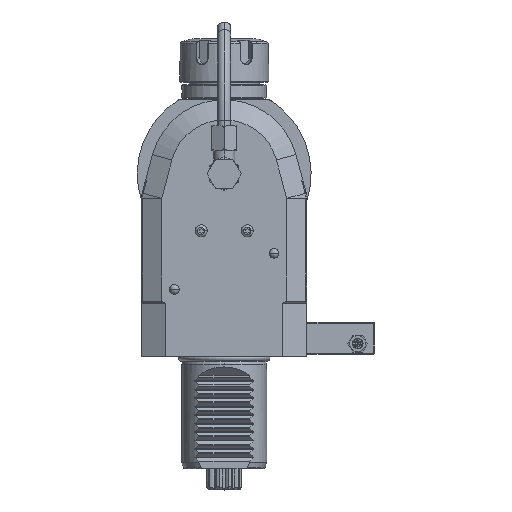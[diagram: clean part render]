
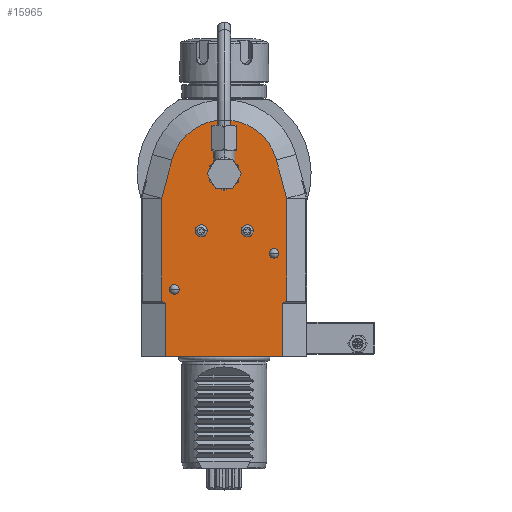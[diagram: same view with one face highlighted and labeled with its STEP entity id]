
A CAD part, top view. The second image highlights one B-rep face of the part: STEP entity #15965.
In plain terms, the highlighted planar face has unit normal (0, 0, 1).
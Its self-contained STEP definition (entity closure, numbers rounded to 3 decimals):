
#271=DIRECTION('',(-1.,0.,0.));
#272=VECTOR('',#271,55.);
#273=CARTESIAN_POINT('',(27.5,-86.,40.));
#274=LINE('',#273,#272);
#447=DIRECTION('',(0.,-1.,0.));
#448=VECTOR('',#447,25.);
#449=CARTESIAN_POINT('',(27.5,-61.,40.));
#450=LINE('',#449,#448);
#451=DIRECTION('',(0.,1.,0.));
#452=VECTOR('',#451,25.);
#453=CARTESIAN_POINT('',(-27.5,-86.,40.));
#454=LINE('',#453,#452);
#455=DIRECTION('',(0.894,-0.447,0.));
#456=VECTOR('',#455,2.236);
#457=CARTESIAN_POINT('',(-29.5,-60.,40.));
#458=LINE('',#457,#456);
#459=DIRECTION('',(0.,-1.,0.));
#460=VECTOR('',#459,48.363);
#461=CARTESIAN_POINT('',(-29.5,-11.637,40.));
#462=LINE('',#461,#460);
#463=CARTESIAN_POINT('',(-29.,-11.637,40.));
#464=DIRECTION('',(0.,0.,1.));
#465=DIRECTION('',(-0.966,0.259,0.));
#466=AXIS2_PLACEMENT_3D('',#463,#464,#465);
#468=DIRECTION('',(-0.259,-0.966,0.));
#469=VECTOR('',#468,18.746);
#470=CARTESIAN_POINT('',(-24.631,6.6,40.));
#471=LINE('',#470,#469);
#472=CARTESIAN_POINT('',(0.,0.,40.));
#473=DIRECTION('',(0.,0.,1.));
#474=DIRECTION('',(0.966,0.259,0.));
#475=AXIS2_PLACEMENT_3D('',#472,#473,#474);
#477=DIRECTION('',(-0.259,0.966,0.));
#478=VECTOR('',#477,18.746);
#479=CARTESIAN_POINT('',(29.483,-11.507,40.));
#480=LINE('',#479,#478);
#481=CARTESIAN_POINT('',(29.,-11.637,40.));
#482=DIRECTION('',(0.,0.,1.));
#483=DIRECTION('',(1.,0.,0.));
#484=AXIS2_PLACEMENT_3D('',#481,#482,#483);
#486=DIRECTION('',(0.,1.,0.));
#487=VECTOR('',#486,48.363);
#488=CARTESIAN_POINT('',(29.5,-60.,40.));
#489=LINE('',#488,#487);
#490=DIRECTION('',(0.894,0.447,0.));
#491=VECTOR('',#490,2.236);
#492=CARTESIAN_POINT('',(27.5,-61.,40.));
#493=LINE('',#492,#491);
#494=CARTESIAN_POINT('',(0.,0.,40.));
#495=DIRECTION('',(0.,0.,1.));
#496=DIRECTION('',(1.,0.,0.));
#497=AXIS2_PLACEMENT_3D('',#494,#495,#496);
#499=CARTESIAN_POINT('',(0.,0.,40.));
#500=DIRECTION('',(0.,0.,1.));
#501=DIRECTION('',(-1.,0.,0.));
#502=AXIS2_PLACEMENT_3D('',#499,#500,#501);
#504=CARTESIAN_POINT('',(10.864,-26.888,40.));
#505=DIRECTION('',(0.,0.,1.));
#506=DIRECTION('',(-1.,0.,0.));
#507=AXIS2_PLACEMENT_3D('',#504,#505,#506);
#509=CARTESIAN_POINT('',(10.864,-26.888,40.));
#510=DIRECTION('',(0.,0.,1.));
#511=DIRECTION('',(1.,0.,0.));
#512=AXIS2_PLACEMENT_3D('',#509,#510,#511);
#514=CARTESIAN_POINT('',(-10.864,-26.888,40.));
#515=DIRECTION('',(0.,0.,1.));
#516=DIRECTION('',(-1.,0.,0.));
#517=AXIS2_PLACEMENT_3D('',#514,#515,#516);
#519=CARTESIAN_POINT('',(-10.864,-26.888,40.));
#520=DIRECTION('',(0.,0.,1.));
#521=DIRECTION('',(1.,0.,0.));
#522=AXIS2_PLACEMENT_3D('',#519,#520,#521);
#524=CARTESIAN_POINT('',(-23.5,-54.5,40.));
#525=DIRECTION('',(0.,0.,-1.));
#526=DIRECTION('',(-1.,0.,0.));
#527=AXIS2_PLACEMENT_3D('',#524,#525,#526);
#529=CARTESIAN_POINT('',(-23.5,-54.5,40.));
#530=DIRECTION('',(0.,0.,-1.));
#531=DIRECTION('',(1.,0.,0.));
#532=AXIS2_PLACEMENT_3D('',#529,#530,#531);
#534=CARTESIAN_POINT('',(23.5,-37.5,40.));
#535=DIRECTION('',(0.,0.,-1.));
#536=DIRECTION('',(-1.,0.,0.));
#537=AXIS2_PLACEMENT_3D('',#534,#535,#536);
#539=CARTESIAN_POINT('',(23.5,-37.5,40.));
#540=DIRECTION('',(0.,0.,-1.));
#541=DIRECTION('',(1.,0.,0.));
#542=AXIS2_PLACEMENT_3D('',#539,#540,#541);
#14081=CARTESIAN_POINT('',(24.631,6.6,40.));
#14082=CARTESIAN_POINT('',(-24.631,6.6,40.));
#14083=VERTEX_POINT('',#14081);
#14084=VERTEX_POINT('',#14082);
#14089=CARTESIAN_POINT('',(-29.483,-11.507,40.));
#14090=VERTEX_POINT('',#14089);
#14091=CARTESIAN_POINT('',(29.483,-11.507,40.));
#14092=VERTEX_POINT('',#14091);
#14093=CARTESIAN_POINT('',(-29.5,-11.637,40.));
#14094=VERTEX_POINT('',#14093);
#14095=CARTESIAN_POINT('',(29.5,-11.637,40.));
#14096=VERTEX_POINT('',#14095);
#14114=CARTESIAN_POINT('',(29.5,-60.,40.));
#14116=VERTEX_POINT('',#14114);
#14123=CARTESIAN_POINT('',(-29.5,-60.,40.));
#14124=VERTEX_POINT('',#14123);
#14403=CARTESIAN_POINT('',(-13.714,-26.888,40.));
#14404=CARTESIAN_POINT('',(-8.014,-26.888,40.));
#14405=VERTEX_POINT('',#14403);
#14406=VERTEX_POINT('',#14404);
#14439=CARTESIAN_POINT('',(8.014,-26.888,40.));
#14440=CARTESIAN_POINT('',(13.714,-26.888,40.));
#14441=VERTEX_POINT('',#14439);
#14442=VERTEX_POINT('',#14440);
#14555=CARTESIAN_POINT('',(27.5,-61.,40.));
#14556=VERTEX_POINT('',#14555);
#14557=CARTESIAN_POINT('',(-27.5,-61.,40.));
#14558=VERTEX_POINT('',#14557);
#15118=CARTESIAN_POINT('',(6.5,0.,40.));
#15119=CARTESIAN_POINT('',(-6.5,0.,40.));
#15120=VERTEX_POINT('',#15118);
#15121=VERTEX_POINT('',#15119);
#15282=CARTESIAN_POINT('',(-27.5,-86.,40.));
#15284=VERTEX_POINT('',#15282);
#15287=CARTESIAN_POINT('',(27.5,-86.,40.));
#15289=VERTEX_POINT('',#15287);
#15597=CARTESIAN_POINT('',(-25.75,-54.5,40.));
#15598=CARTESIAN_POINT('',(-21.25,-54.5,40.));
#15599=VERTEX_POINT('',#15597);
#15600=VERTEX_POINT('',#15598);
#15603=CARTESIAN_POINT('',(21.25,-37.5,40.));
#15604=CARTESIAN_POINT('',(25.75,-37.5,40.));
#15605=VERTEX_POINT('',#15603);
#15606=VERTEX_POINT('',#15604);
#15906=CARTESIAN_POINT('',(0.,0.,40.));
#15907=DIRECTION('',(0.,0.,1.));
#15908=DIRECTION('',(1.,0.,0.));
#15909=AXIS2_PLACEMENT_3D('',#15906,#15907,#15908);
#15910=PLANE('',#15909);
#15912=ORIENTED_EDGE('',*,*,#15911,.T.);
#15913=ORIENTED_EDGE('',*,*,#15868,.T.);
#15914=ORIENTED_EDGE('',*,*,#15897,.T.);
#15916=ORIENTED_EDGE('',*,*,#15915,.F.);
#15918=ORIENTED_EDGE('',*,*,#15917,.F.);
#15920=ORIENTED_EDGE('',*,*,#15919,.F.);
#15922=ORIENTED_EDGE('',*,*,#15921,.F.);
#15924=ORIENTED_EDGE('',*,*,#15923,.F.);
#15926=ORIENTED_EDGE('',*,*,#15925,.F.);
#15928=ORIENTED_EDGE('',*,*,#15927,.F.);
#15930=ORIENTED_EDGE('',*,*,#15929,.F.);
#15932=ORIENTED_EDGE('',*,*,#15931,.F.);
#15933=EDGE_LOOP('',(#15912,#15913,#15914,#15916,#15918,#15920,#15922,#15924,
#15926,#15928,#15930,#15932));
#15934=FACE_OUTER_BOUND('',#15933,.F.);
#15936=ORIENTED_EDGE('',*,*,#15935,.T.);
#15938=ORIENTED_EDGE('',*,*,#15937,.T.);
#15939=EDGE_LOOP('',(#15936,#15938));
#15940=FACE_BOUND('',#15939,.F.);
#15942=ORIENTED_EDGE('',*,*,#15941,.T.);
#15944=ORIENTED_EDGE('',*,*,#15943,.T.);
#15945=EDGE_LOOP('',(#15942,#15944));
#15946=FACE_BOUND('',#15945,.F.);
#15948=ORIENTED_EDGE('',*,*,#15947,.T.);
#15950=ORIENTED_EDGE('',*,*,#15949,.T.);
#15951=EDGE_LOOP('',(#15948,#15950));
#15952=FACE_BOUND('',#15951,.F.);
#15954=ORIENTED_EDGE('',*,*,#15953,.F.);
#15956=ORIENTED_EDGE('',*,*,#15955,.F.);
#15957=EDGE_LOOP('',(#15954,#15956));
#15958=FACE_BOUND('',#15957,.F.);
#15960=ORIENTED_EDGE('',*,*,#15959,.F.);
#15962=ORIENTED_EDGE('',*,*,#15961,.F.);
#15963=EDGE_LOOP('',(#15960,#15962));
#15964=FACE_BOUND('',#15963,.F.);
#467=CIRCLE('',#466,0.5);
#476=CIRCLE('',#475,25.5);
#485=CIRCLE('',#484,0.5);
#498=CIRCLE('',#497,6.5);
#503=CIRCLE('',#502,6.5);
#508=CIRCLE('',#507,2.85);
#513=CIRCLE('',#512,2.85);
#518=CIRCLE('',#517,2.85);
#523=CIRCLE('',#522,2.85);
#528=CIRCLE('',#527,2.25);
#533=CIRCLE('',#532,2.25);
#538=CIRCLE('',#537,2.25);
#543=CIRCLE('',#542,2.25);
#15868=EDGE_CURVE('',#15289,#15284,#274,.T.);
#15897=EDGE_CURVE('',#15284,#14558,#454,.T.);
#15911=EDGE_CURVE('',#14556,#15289,#450,.T.);
#15915=EDGE_CURVE('',#14124,#14558,#458,.T.);
#15917=EDGE_CURVE('',#14094,#14124,#462,.T.);
#15919=EDGE_CURVE('',#14090,#14094,#467,.T.);
#15921=EDGE_CURVE('',#14084,#14090,#471,.T.);
#15923=EDGE_CURVE('',#14083,#14084,#476,.T.);
#15925=EDGE_CURVE('',#14092,#14083,#480,.T.);
#15927=EDGE_CURVE('',#14096,#14092,#485,.T.);
#15929=EDGE_CURVE('',#14116,#14096,#489,.T.);
#15931=EDGE_CURVE('',#14556,#14116,#493,.T.);
#15935=EDGE_CURVE('',#15120,#15121,#498,.T.);
#15937=EDGE_CURVE('',#15121,#15120,#503,.T.);
#15941=EDGE_CURVE('',#14441,#14442,#508,.T.);
#15943=EDGE_CURVE('',#14442,#14441,#513,.T.);
#15947=EDGE_CURVE('',#14405,#14406,#518,.T.);
#15949=EDGE_CURVE('',#14406,#14405,#523,.T.);
#15953=EDGE_CURVE('',#15599,#15600,#528,.T.);
#15955=EDGE_CURVE('',#15600,#15599,#533,.T.);
#15959=EDGE_CURVE('',#15605,#15606,#538,.T.);
#15961=EDGE_CURVE('',#15606,#15605,#543,.T.);
#15965=ADVANCED_FACE('',(#15934,#15940,#15946,#15952,#15958,#15964),#15910,.T.);
